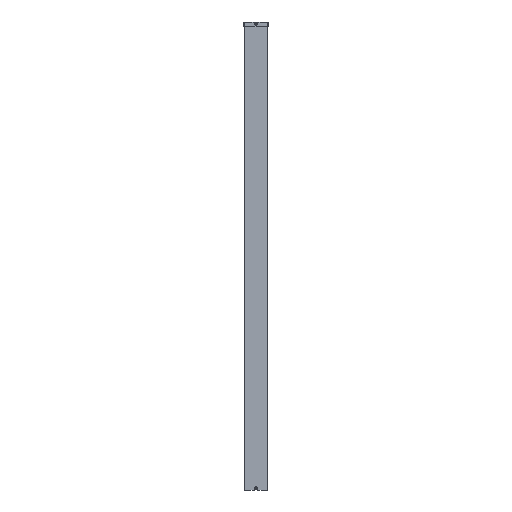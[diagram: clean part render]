
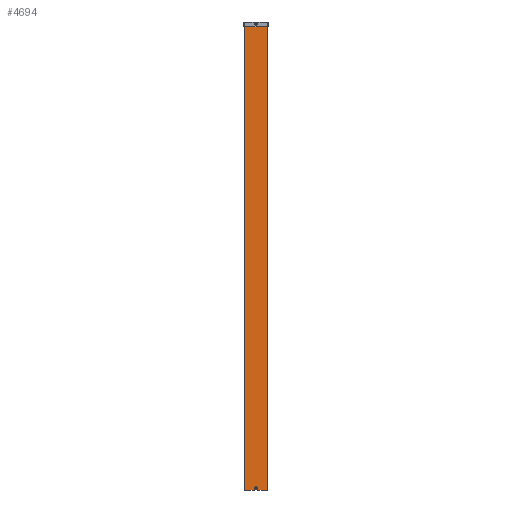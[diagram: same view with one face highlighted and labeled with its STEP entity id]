
A CAD part, front view. The second image highlights one B-rep face of the part: STEP entity #4694.
In plain terms, the highlighted planar face has unit normal (0, -1, 0).
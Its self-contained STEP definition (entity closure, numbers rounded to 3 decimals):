
#37 = EDGE_CURVE ( 'NONE', #4569, #4766, #4209, .T. ) ;
#118 = ORIENTED_EDGE ( 'NONE', *, *, #37, .T. ) ;
#173 = EDGE_CURVE ( 'NONE', #627, #7545, #6668, .T. ) ;
#274 = AXIS2_PLACEMENT_3D ( 'NONE', #7053, #3397, #7683 ) ;
#281 = AXIS2_PLACEMENT_3D ( 'NONE', #1654, #5859, #2249 ) ;
#313 = DIRECTION ( 'NONE',  ( 0., 1., 0. ) ) ;
#438 = LINE ( 'NONE', #2753, #3443 ) ;
#457 = FACE_OUTER_BOUND ( 'NONE', #6022, .T. ) ;
#502 = DIRECTION ( 'NONE',  ( 1., 0., 0. ) ) ;
#627 = VERTEX_POINT ( 'NONE', #2519 ) ;
#674 = VECTOR ( 'NONE', #1836, 1000. ) ;
#712 = VERTEX_POINT ( 'NONE', #5600 ) ;
#934 = EDGE_CURVE ( 'NONE', #7545, #627, #3119, .T. ) ;
#953 = CARTESIAN_POINT ( 'NONE',  ( 11.414, 0., -2969. ) ) ;
#1009 = ORIENTED_EDGE ( 'NONE', *, *, #6884, .T. ) ;
#1031 = CARTESIAN_POINT ( 'NONE',  ( 11.061, 0., -2968.854 ) ) ;
#1045 = AXIS2_PLACEMENT_3D ( 'NONE', #3935, #313, #4541 ) ;
#1215 = EDGE_CURVE ( 'NONE', #2909, #7895, #1821, .T. ) ;
#1221 = ORIENTED_EDGE ( 'NONE', *, *, #6374, .F. ) ;
#1235 = LINE ( 'NONE', #2872, #6042 ) ;
#1252 = CARTESIAN_POINT ( 'NONE',  ( -75., 0., -2969. ) ) ;
#1407 = AXIS2_PLACEMENT_3D ( 'NONE', #7775, #4120, #502 ) ;
#1409 = ORIENTED_EDGE ( 'NONE', *, *, #3436, .T. ) ;
#1434 = AXIS2_PLACEMENT_3D ( 'NONE', #7602, #7617, #7626 ) ;
#1603 = ORIENTED_EDGE ( 'NONE', *, *, #5214, .T. ) ;
#1654 = CARTESIAN_POINT ( 'NONE',  ( 11.414, 0., -2968.5 ) ) ;
#1751 = EDGE_CURVE ( 'NONE', #5900, #3629, #3712, .T. ) ;
#1821 = LINE ( 'NONE', #7409, #3203 ) ;
#1836 = DIRECTION ( 'NONE',  ( 1., 0., 0. ) ) ;
#1974 = ORIENTED_EDGE ( 'NONE', *, *, #2381, .T. ) ;
#1998 = EDGE_CURVE ( 'NONE', #3629, #5827, #7235, .T. ) ;
#2058 = CIRCLE ( 'NONE', #1407, 0.5 ) ;
#2096 = FACE_BOUND ( 'NONE', #4646, .T. ) ;
#2150 = VECTOR ( 'NONE', #5440, 1000. ) ;
#2151 = DIRECTION ( 'NONE',  ( 0.707, 0., -0.707 ) ) ;
#2249 = DIRECTION ( 'NONE',  ( 1., 0., 0. ) ) ;
#2250 = PLANE ( 'NONE',  #6196 ) ;
#2381 = EDGE_CURVE ( 'NONE', #4766, #4024, #6747, .T. ) ;
#2411 = EDGE_CURVE ( 'NONE', #4024, #3285, #5125, .T. ) ;
#2443 = ORIENTED_EDGE ( 'NONE', *, *, #1998, .T. ) ;
#2519 = CARTESIAN_POINT ( 'NONE',  ( -7.3, 0., -2955. ) ) ;
#2572 = DIRECTION ( 'NONE',  ( 1., 0., 0. ) ) ;
#2611 = VECTOR ( 'NONE', #3459, 1000. ) ;
#2753 = CARTESIAN_POINT ( 'NONE',  ( -11.207, 0., -2969. ) ) ;
#2840 = DIRECTION ( 'NONE',  ( 0., -1., 0. ) ) ;
#2872 = CARTESIAN_POINT ( 'NONE',  ( -74., 0., 0. ) ) ;
#2906 = VERTEX_POINT ( 'NONE', #5455 ) ;
#2909 = VERTEX_POINT ( 'NONE', #4837 ) ;
#2927 = DIRECTION ( 'NONE',  ( 0., 0., 1. ) ) ;
#2976 = CIRCLE ( 'NONE', #3424, 0.5 ) ;
#3119 = CIRCLE ( 'NONE', #274, 7.3 ) ;
#3203 = VECTOR ( 'NONE', #2572, 1000. ) ;
#3231 = CARTESIAN_POINT ( 'NONE',  ( 74., 0., -2969. ) ) ;
#3235 = CARTESIAN_POINT ( 'NONE',  ( -10.5, 0., -2969. ) ) ;
#3285 = VERTEX_POINT ( 'NONE', #1031 ) ;
#3381 = CIRCLE ( 'NONE', #281, 0.5 ) ;
#3397 = DIRECTION ( 'NONE',  ( 0., 1., 0. ) ) ;
#3424 = AXIS2_PLACEMENT_3D ( 'NONE', #3235, #7499, #3843 ) ;
#3436 = EDGE_CURVE ( 'NONE', #7895, #3921, #2058, .T. ) ;
#3443 = VECTOR ( 'NONE', #3939, 1000. ) ;
#3459 = DIRECTION ( 'NONE',  ( 0., 0., 1. ) ) ;
#3515 = VECTOR ( 'NONE', #2151, 1000. ) ;
#3584 = CARTESIAN_POINT ( 'NONE',  ( 75., 0., 0. ) ) ;
#3629 = VERTEX_POINT ( 'NONE', #3231 ) ;
#3712 = LINE ( 'NONE', #1252, #2150 ) ;
#3843 = DIRECTION ( 'NONE',  ( -1., 0., 0. ) ) ;
#3921 = VERTEX_POINT ( 'NONE', #4057 ) ;
#3935 = CARTESIAN_POINT ( 'NONE',  ( 10.5, 0., -2969. ) ) ;
#3939 = DIRECTION ( 'NONE',  ( 0.707, 0., 0.707 ) ) ;
#4020 = VECTOR ( 'NONE', #4652, 1000. ) ;
#4024 = VERTEX_POINT ( 'NONE', #4400 ) ;
#4057 = CARTESIAN_POINT ( 'NONE',  ( -11.061, 0., -2968.854 ) ) ;
#4093 = CARTESIAN_POINT ( 'NONE',  ( 10.5, 0., -2968.5 ) ) ;
#4120 = DIRECTION ( 'NONE',  ( 0., -1., 0. ) ) ;
#4198 = ORIENTED_EDGE ( 'NONE', *, *, #934, .T. ) ;
#4209 = LINE ( 'NONE', #4375, #4020 ) ;
#4211 = ORIENTED_EDGE ( 'NONE', *, *, #6273, .F. ) ;
#4375 = CARTESIAN_POINT ( 'NONE',  ( -75., 0., -2968.5 ) ) ;
#4398 = ORIENTED_EDGE ( 'NONE', *, *, #1215, .T. ) ;
#4400 = CARTESIAN_POINT ( 'NONE',  ( 10.854, 0., -2968.646 ) ) ;
#4422 = VERTEX_POINT ( 'NONE', #5611 ) ;
#4491 = CARTESIAN_POINT ( 'NONE',  ( 74., 0., 0. ) ) ;
#4541 = DIRECTION ( 'NONE',  ( -1., 0., 0. ) ) ;
#4569 = VERTEX_POINT ( 'NONE', #6358 ) ;
#4646 = EDGE_LOOP ( 'NONE', ( #7045, #4198 ) ) ;
#4652 = DIRECTION ( 'NONE',  ( 1., 0., 0. ) ) ;
#4694 = ADVANCED_FACE ( 'NONE', ( #2096, #457 ), #2250, .T. ) ;
#4766 = VERTEX_POINT ( 'NONE', #4093 ) ;
#4837 = CARTESIAN_POINT ( 'NONE',  ( -74., 0., -2969. ) ) ;
#5076 = CARTESIAN_POINT ( 'NONE',  ( -11.414, 0., -2969. ) ) ;
#5099 = LINE ( 'NONE', #3584, #674 ) ;
#5125 = LINE ( 'NONE', #6362, #3515 ) ;
#5214 = EDGE_CURVE ( 'NONE', #4422, #4569, #2976, .T. ) ;
#5319 = EDGE_CURVE ( 'NONE', #3921, #4422, #438, .T. ) ;
#5440 = DIRECTION ( 'NONE',  ( 1., 0., 0. ) ) ;
#5455 = CARTESIAN_POINT ( 'NONE',  ( -74., 0., 0. ) ) ;
#5600 = CARTESIAN_POINT ( 'NONE',  ( 0., 0., 0. ) ) ;
#5611 = CARTESIAN_POINT ( 'NONE',  ( -10.854, 0., -2968.646 ) ) ;
#5827 = VERTEX_POINT ( 'NONE', #4491 ) ;
#5859 = DIRECTION ( 'NONE',  ( 0., -1., 0. ) ) ;
#5900 = VERTEX_POINT ( 'NONE', #953 ) ;
#5954 = CARTESIAN_POINT ( 'NONE',  ( -74., 0., -2969. ) ) ;
#6022 = EDGE_LOOP ( 'NONE', ( #6865, #1009, #6206, #2443, #4211, #7457, #1221, #4398, #1409, #7839, #1603, #118, #1974 ) ) ;
#6042 = VECTOR ( 'NONE', #6489, 1000. ) ;
#6196 = AXIS2_PLACEMENT_3D ( 'NONE', #7668, #2840, #7067 ) ;
#6206 = ORIENTED_EDGE ( 'NONE', *, *, #1751, .T. ) ;
#6273 = EDGE_CURVE ( 'NONE', #712, #5827, #1235, .T. ) ;
#6358 = CARTESIAN_POINT ( 'NONE',  ( -10.5, 0., -2968.5 ) ) ;
#6362 = CARTESIAN_POINT ( 'NONE',  ( 11.207, 0., -2969. ) ) ;
#6374 = EDGE_CURVE ( 'NONE', #2909, #2906, #7072, .T. ) ;
#6489 = DIRECTION ( 'NONE',  ( 1., 0., 0. ) ) ;
#6501 = CARTESIAN_POINT ( 'NONE',  ( 74., 0., -2969. ) ) ;
#6522 = EDGE_CURVE ( 'NONE', #2906, #712, #5099, .T. ) ;
#6529 = CARTESIAN_POINT ( 'NONE',  ( 7.3, 0., -2955. ) ) ;
#6668 = CIRCLE ( 'NONE', #1434, 7.3 ) ;
#6747 = CIRCLE ( 'NONE', #1045, 0.5 ) ;
#6865 = ORIENTED_EDGE ( 'NONE', *, *, #2411, .T. ) ;
#6878 = VECTOR ( 'NONE', #2927, 1000. ) ;
#6884 = EDGE_CURVE ( 'NONE', #3285, #5900, #3381, .T. ) ;
#7045 = ORIENTED_EDGE ( 'NONE', *, *, #173, .T. ) ;
#7053 = CARTESIAN_POINT ( 'NONE',  ( 0., 0., -2955. ) ) ;
#7067 = DIRECTION ( 'NONE',  ( 1., 0., 0. ) ) ;
#7072 = LINE ( 'NONE', #5954, #6878 ) ;
#7235 = LINE ( 'NONE', #6501, #2611 ) ;
#7409 = CARTESIAN_POINT ( 'NONE',  ( -75., 0., -2969. ) ) ;
#7457 = ORIENTED_EDGE ( 'NONE', *, *, #6522, .F. ) ;
#7499 = DIRECTION ( 'NONE',  ( 0., 1., 0. ) ) ;
#7545 = VERTEX_POINT ( 'NONE', #6529 ) ;
#7602 = CARTESIAN_POINT ( 'NONE',  ( 0., 0., -2955. ) ) ;
#7617 = DIRECTION ( 'NONE',  ( 0., 1., 0. ) ) ;
#7626 = DIRECTION ( 'NONE',  ( -1., 0., 0. ) ) ;
#7668 = CARTESIAN_POINT ( 'NONE',  ( 75., 0., -2969. ) ) ;
#7683 = DIRECTION ( 'NONE',  ( -1., 0., 0. ) ) ;
#7775 = CARTESIAN_POINT ( 'NONE',  ( -11.414, 0., -2968.5 ) ) ;
#7839 = ORIENTED_EDGE ( 'NONE', *, *, #5319, .T. ) ;
#7895 = VERTEX_POINT ( 'NONE', #5076 ) ;
